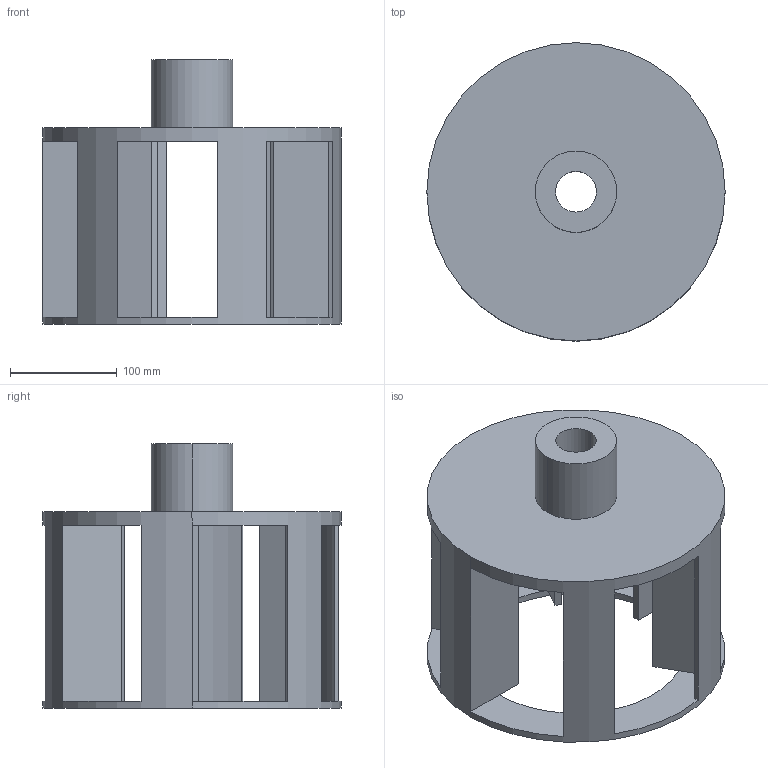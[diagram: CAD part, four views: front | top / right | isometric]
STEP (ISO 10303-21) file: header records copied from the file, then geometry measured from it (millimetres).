
FILE_DESCRIPTION (( 'STEP AP214' ), '1' );
FILE_NAME ('Blower.STEP', '2025-02-04T12:21:09', ( '' ), ( '' ), 'SwSTEP 2.0', 'SolidWorks 2024', '' );
FILE_SCHEMA (( 'AUTOMOTIVE_DESIGN' ));
Length unit declared in the file: inch
Products named in the file (1): Blower
Bounding box: 279.4 x 279.4 x 247.65 mm (x, y, z)
Volume: 1721462.5 mm3; surface area: 439343 mm2
Topology: 1 solids, 1 shells, 54 faces, 156 edges, 98 vertices
Faces by surface type: plane 40, cylinder 14
Entity records: 1821 total; most frequent: DIRECTION 316, ORIENTED_EDGE 312, CARTESIAN_POINT 309, EDGE_CURVE 156, LINE 106, VECTOR 106, AXIS2_PLACEMENT_3D 105, VERTEX_POINT 98
